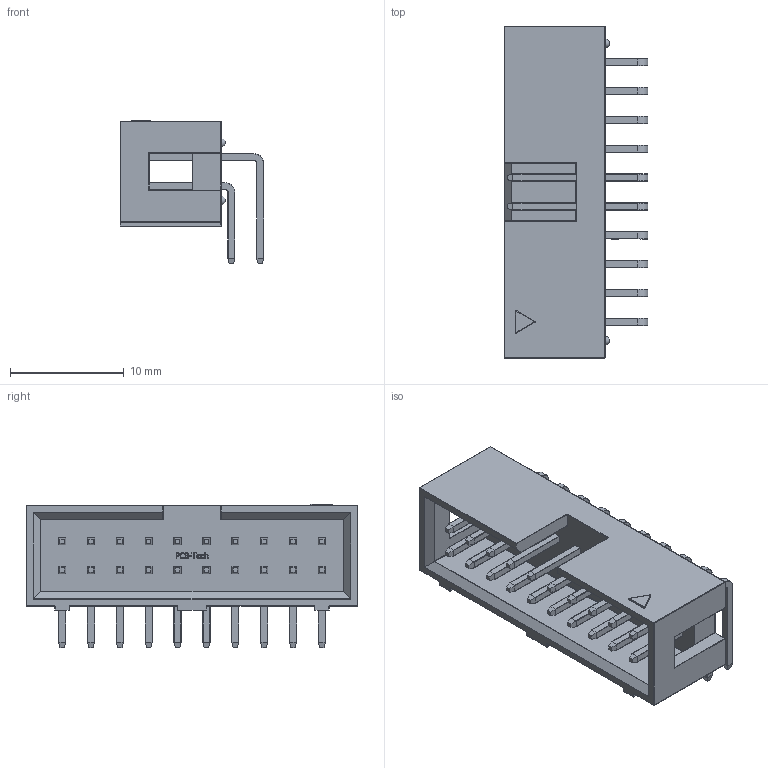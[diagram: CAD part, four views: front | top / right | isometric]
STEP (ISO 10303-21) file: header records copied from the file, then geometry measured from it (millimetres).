
FILE_DESCRIPTION(/* description */ (''),/* implementation_level */ '2;1');
FILE_NAME(/* name */ '20-Pin Shrouded Header (IDC) Right Angle.STEP',/* time_stamp */ '2019-09-21T08:50:52+02:00',/* author */ ('Bernd das Brot'),/* organization */ (''),/* preprocessor_version */ 'ST-DEVELOPER v17',/* originating_system */ 'Autodesk Inventor 2019',/* authorisation */ '');
FILE_SCHEMA (('AUTOMOTIVE_DESIGN { 1 0 10303 214 3 1 1 }'));
Length unit declared in the file: millimetre
Products named in the file (4): 20-Pin Shrouded Header (IDC) Right Angle; Lower Contact; Upper Contact; 20-Pin Shrouded Header Body
Assembly tree (21 placements, depth 2):
  20-Pin Shrouded Header (IDC) Right Angle
    Lower Contact  x10
    Upper Contact  x10
    20-Pin Shrouded Header Body
Bounding box: 12.65 x 29.21 x 12.67 mm (x, y, z)
Volume: 1271.2 mm3; surface area: 2591.8 mm2
Topology: 21 solids, 21 shells, 1050 faces, 2636 edges, 1637 vertices
Faces by surface type: plane 506, cylinder 320, torus 103, bspline 80, sphere 41
Entity records: 15996 total; most frequent: CARTESIAN_POINT 3873, ORIENTED_EDGE 2528, DIRECTION 2357, EDGE_CURVE 1264, LINE 793, VECTOR 793, AXIS2_PLACEMENT_3D 782, VERTEX_POINT 773
